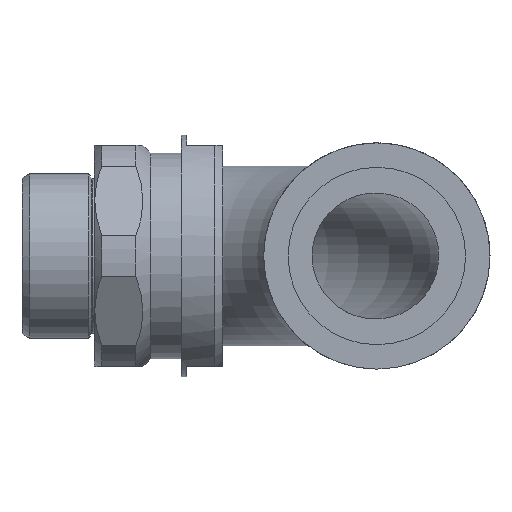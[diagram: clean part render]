
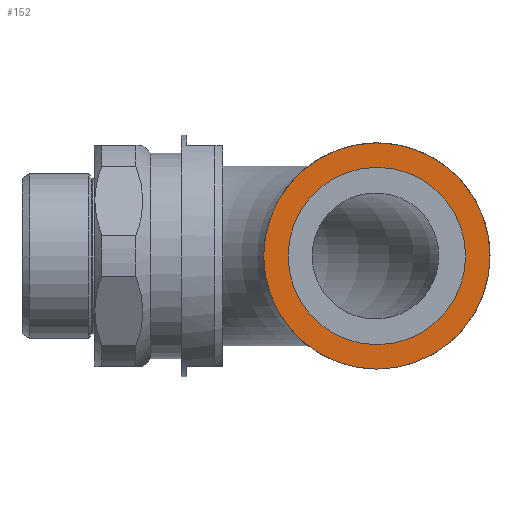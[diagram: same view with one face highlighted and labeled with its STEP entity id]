
A CAD part, left-side view. The second image highlights one B-rep face of the part: STEP entity #152.
In plain terms, the highlighted planar face has unit normal (-1, 0, 0).
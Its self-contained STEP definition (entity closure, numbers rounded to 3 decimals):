
#152 = ADVANCED_FACE( '', ( #355, #356 ), #357, .F. );
#355 = FACE_OUTER_BOUND( '', #581, .T. );
#356 = FACE_BOUND( '', #582, .T. );
#357 = PLANE( '', #583 );
#581 = EDGE_LOOP( '', ( #1193 ) );
#582 = EDGE_LOOP( '', ( #1194 ) );
#583 = AXIS2_PLACEMENT_3D( '', #1195, #1196, #1197 );
#1193 = ORIENTED_EDGE( '', *, *, #1495, .F. );
#1194 = ORIENTED_EDGE( '', *, *, #1483, .T. );
#1195 = CARTESIAN_POINT( '', ( 0., 0., 0. ) );
#1196 = DIRECTION( '', ( 1., 0., 0. ) );
#1197 = DIRECTION( '', ( 0., 0., -1. ) );
#1483 = EDGE_CURVE( '', #1812, #1812, #1813, .T. );
#1495 = EDGE_CURVE( '', #1831, #1831, #1832, .T. );
#1812 = VERTEX_POINT( '', #2872 );
#1813 = CIRCLE( '', #2873, 17.25 );
#1831 = VERTEX_POINT( '', #3050 );
#1832 = CIRCLE( '', #3051, 22. );
#2872 = CARTESIAN_POINT( '', ( 0., 0., -17.25 ) );
#2873 = AXIS2_PLACEMENT_3D( '', #3458, #3459, #3460 );
#3050 = CARTESIAN_POINT( '', ( 0., 0., -22. ) );
#3051 = AXIS2_PLACEMENT_3D( '', #3474, #3475, #3476 );
#3458 = CARTESIAN_POINT( '', ( 0., 0., 0. ) );
#3459 = DIRECTION( '', ( 1., 0., 0. ) );
#3460 = DIRECTION( '', ( 0., 0., -1. ) );
#3474 = CARTESIAN_POINT( '', ( 0., 0., 0. ) );
#3475 = DIRECTION( '', ( 1., 0., 0. ) );
#3476 = DIRECTION( '', ( 0., 0., -1. ) );
